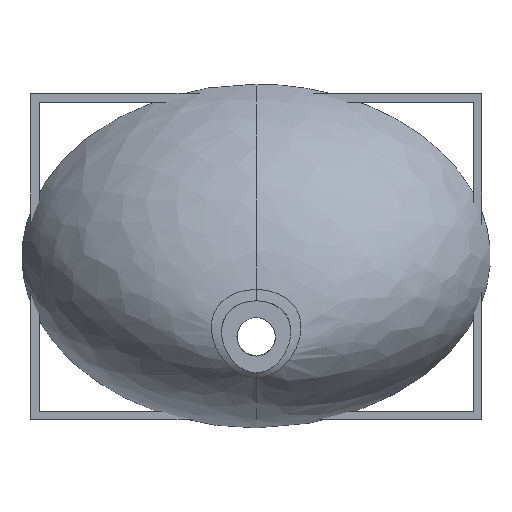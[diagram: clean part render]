
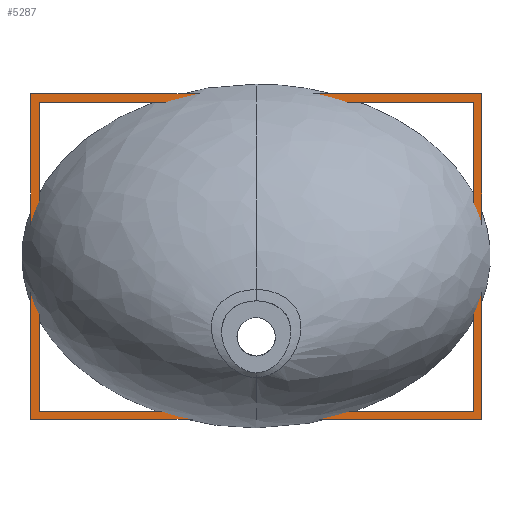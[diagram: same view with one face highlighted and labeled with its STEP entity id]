
A CAD part, front view. The second image highlights one B-rep face of the part: STEP entity #5287.
In plain terms, the highlighted planar face has unit normal (0, -1, 0).
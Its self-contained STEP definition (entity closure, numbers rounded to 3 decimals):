
#3 = VERTEX_POINT ( 'NONE', #4204 ) ;
#13 = DIRECTION ( 'NONE',  ( 0., 0., -1. ) ) ;
#132 = VERTEX_POINT ( 'NONE', #2985 ) ;
#137 = VERTEX_POINT ( 'NONE', #5141 ) ;
#166 = ORIENTED_EDGE ( 'NONE', *, *, #1588, .F. ) ;
#175 = EDGE_CURVE ( 'NONE', #3786, #137, #2066, .T. ) ;
#185 = CARTESIAN_POINT ( 'NONE',  ( -260., -10., -185. ) ) ;
#195 = DIRECTION ( 'NONE',  ( 0., 0., 1. ) ) ;
#293 = CARTESIAN_POINT ( 'NONE',  ( -270., -10., -195. ) ) ;
#331 = VERTEX_POINT ( 'NONE', #4494 ) ;
#443 = VECTOR ( 'NONE', #3687, 1000. ) ;
#580 = VECTOR ( 'NONE', #3836, 1000. ) ;
#753 = VECTOR ( 'NONE', #13, 1000. ) ;
#756 = LINE ( 'NONE', #4035, #580 ) ;
#805 = VERTEX_POINT ( 'NONE', #4453 ) ;
#819 = LINE ( 'NONE', #3789, #443 ) ;
#1076 = DIRECTION ( 'NONE',  ( 0., 0., 1. ) ) ;
#1165 = CARTESIAN_POINT ( 'NONE',  ( -270., -10., -195. ) ) ;
#1408 = ORIENTED_EDGE ( 'NONE', *, *, #4942, .F. ) ;
#1588 = EDGE_CURVE ( 'NONE', #805, #3, #4677, .T. ) ;
#1655 = VECTOR ( 'NONE', #4742, 1000. ) ;
#1948 = LINE ( 'NONE', #3747, #1655 ) ;
#2066 = LINE ( 'NONE', #5346, #753 ) ;
#2090 = ORIENTED_EDGE ( 'NONE', *, *, #4952, .T. ) ;
#2279 = FACE_BOUND ( 'NONE', #4372, .T. ) ;
#2417 = VERTEX_POINT ( 'NONE', #3705 ) ;
#2507 = VERTEX_POINT ( 'NONE', #2786 ) ;
#2548 = ORIENTED_EDGE ( 'NONE', *, *, #3180, .T. ) ;
#2600 = DIRECTION ( 'NONE',  ( 0., 0., -1. ) ) ;
#2620 = DIRECTION ( 'NONE',  ( 0., -1., 0. ) ) ;
#2649 = CARTESIAN_POINT ( 'NONE',  ( 0., -10., 0. ) ) ;
#2786 = CARTESIAN_POINT ( 'NONE',  ( -260., -10., -185. ) ) ;
#2985 = CARTESIAN_POINT ( 'NONE',  ( 270., -10., 195. ) ) ;
#3009 = EDGE_CURVE ( 'NONE', #3, #2417, #4208, .T. ) ;
#3180 = EDGE_CURVE ( 'NONE', #2507, #331, #4085, .T. ) ;
#3513 = PLANE ( 'NONE',  #3734 ) ;
#3587 = LINE ( 'NONE', #4040, #3602 ) ;
#3602 = VECTOR ( 'NONE', #4029, 1000. ) ;
#3670 = EDGE_CURVE ( 'NONE', #132, #805, #3587, .T. ) ;
#3687 = DIRECTION ( 'NONE',  ( -1., 0., 0. ) ) ;
#3705 = CARTESIAN_POINT ( 'NONE',  ( -270., -10., 195. ) ) ;
#3734 = AXIS2_PLACEMENT_3D ( 'NONE', #2649, #2620, #2600 ) ;
#3747 = CARTESIAN_POINT ( 'NONE',  ( -260., -10., 185. ) ) ;
#3786 = VERTEX_POINT ( 'NONE', #3989 ) ;
#3789 = CARTESIAN_POINT ( 'NONE',  ( -260., -10., -185. ) ) ;
#3836 = DIRECTION ( 'NONE',  ( 1., 0., 0. ) ) ;
#3870 = ORIENTED_EDGE ( 'NONE', *, *, #4099, .T. ) ;
#3989 = CARTESIAN_POINT ( 'NONE',  ( 260., -10., 185. ) ) ;
#4027 = VECTOR ( 'NONE', #195, 1000. ) ;
#4029 = DIRECTION ( 'NONE',  ( 0., 0., -1. ) ) ;
#4035 = CARTESIAN_POINT ( 'NONE',  ( -270., -10., 195. ) ) ;
#4040 = CARTESIAN_POINT ( 'NONE',  ( 270., -10., -195. ) ) ;
#4077 = FACE_OUTER_BOUND ( 'NONE', #4086, .T. ) ;
#4080 = VECTOR ( 'NONE', #1076, 1000. ) ;
#4085 = LINE ( 'NONE', #185, #4027 ) ;
#4086 = EDGE_LOOP ( 'NONE', ( #166, #4637, #1408, #4215 ) ) ;
#4099 = EDGE_CURVE ( 'NONE', #331, #3786, #1948, .T. ) ;
#4204 = CARTESIAN_POINT ( 'NONE',  ( -270., -10., -195. ) ) ;
#4208 = LINE ( 'NONE', #1165, #4080 ) ;
#4215 = ORIENTED_EDGE ( 'NONE', *, *, #3009, .F. ) ;
#4372 = EDGE_LOOP ( 'NONE', ( #2548, #3870, #5167, #2090 ) ) ;
#4453 = CARTESIAN_POINT ( 'NONE',  ( 270., -10., -195. ) ) ;
#4494 = CARTESIAN_POINT ( 'NONE',  ( -260., -10., 185. ) ) ;
#4637 = ORIENTED_EDGE ( 'NONE', *, *, #3670, .F. ) ;
#4677 = LINE ( 'NONE', #293, #4943 ) ;
#4742 = DIRECTION ( 'NONE',  ( 1., 0., 0. ) ) ;
#4942 = EDGE_CURVE ( 'NONE', #2417, #132, #756, .T. ) ;
#4943 = VECTOR ( 'NONE', #5373, 1000. ) ;
#4952 = EDGE_CURVE ( 'NONE', #137, #2507, #819, .T. ) ;
#5141 = CARTESIAN_POINT ( 'NONE',  ( 260., -10., -185. ) ) ;
#5167 = ORIENTED_EDGE ( 'NONE', *, *, #175, .T. ) ;
#5287 = ADVANCED_FACE ( 'NONE', ( #2279, #4077 ), #3513, .T. ) ;
#5346 = CARTESIAN_POINT ( 'NONE',  ( 260., -10., -185. ) ) ;
#5373 = DIRECTION ( 'NONE',  ( -1., 0., 0. ) ) ;
